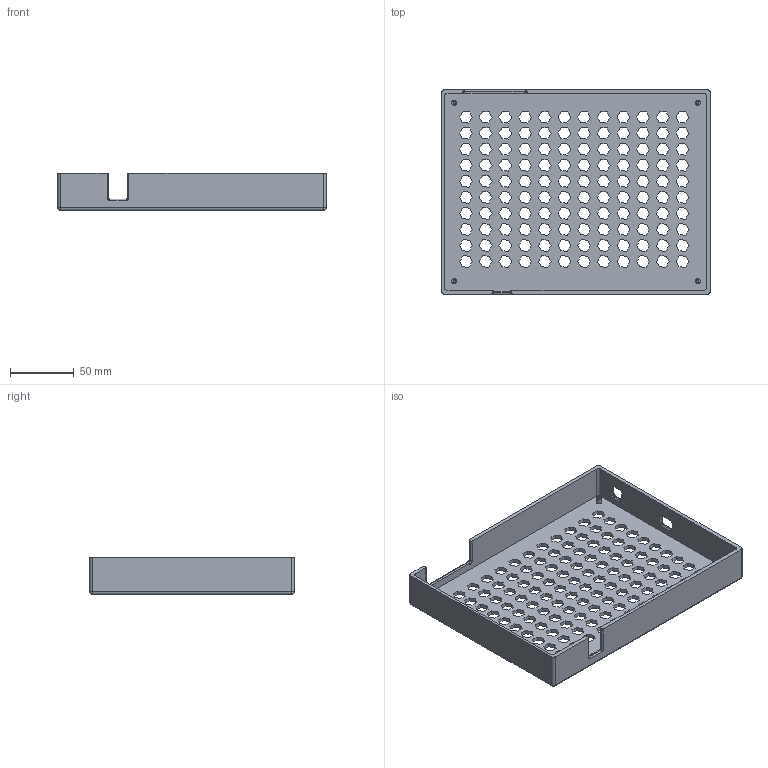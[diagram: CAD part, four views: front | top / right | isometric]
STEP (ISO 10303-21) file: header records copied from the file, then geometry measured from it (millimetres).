
FILE_DESCRIPTION(('HOOPS Exchange Step'),'2;1');
FILE_NAME('dtz80-case.step','2025-08-04T23:49:25+02:00',('oster'),('Unknown organisation'),'HOOPS Exchange 2024.2','HOOPS Exchange','Unknown authorisation');
FILE_SCHEMA( ('AP203_CONFIGURATION_CONTROLLED_3D_DESIGN_OF_MECHANICAL_PARTS_AND_ASSEMBLIES_MIM_LF') );
Length unit declared in the file: millimetre
Products named in the file (1): root
Bounding box: 210 x 159.95 x 29.02 mm (x, y, z)
Volume: 124956.2 mm3; surface area: 99415.9 mm2
Topology: 5 solids, 5 shells, 844 faces, 2458 edges, 1638 vertices
Faces by surface type: plane 755, cylinder 61, torus 24, sphere 4
Full cylindrical faces by diameter (mm): 2 x4, 4 x4
Entity records: 27809 total; most frequent: CARTESIAN_POINT 4927, ORIENTED_EDGE 4874, DIRECTION 4284, EDGE_CURVE 2437, VECTOR 2310, LINE 2310, VERTEX_POINT 1604, EDGE_LOOP 1095
